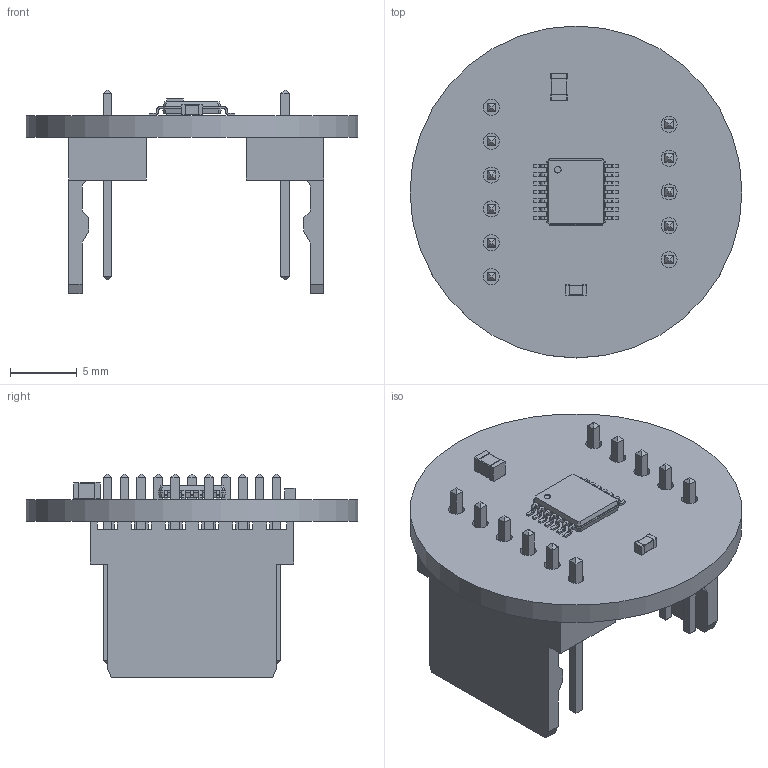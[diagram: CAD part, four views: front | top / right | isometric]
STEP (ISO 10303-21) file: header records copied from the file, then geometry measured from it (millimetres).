
FILE_DESCRIPTION(('KiCad electronic assembly'),'2;1');
FILE_NAME('CODER-AS5047P.step','2020-03-30T14:08:35',('An Author'),( 'A Company'),'Open CASCADE STEP processor 6.9', 'KiCad to STEP converter','Unknown');
FILE_SCHEMA(('AUTOMOTIVE_DESIGN { 1 0 10303 214 1 1 1 1 }'));
Length unit declared in the file: millimetre
Products named in the file (12): Open CASCADE STEP translator 6.9 1; C_0805_2012Metric; SOLID; C_0603_1608Metric; Molex_KK-254_AE-6410-05A_1x05_P2.54mm_Vertical; Molex_KK-254_AE-6410-06A_1x06_P2.54mm_Vertical; TSSOP-14_4.4x5mm_P0.65mm; COMPOUND
Assembly tree (11 placements, depth 3):
  Open CASCADE STEP translator 6.9 1
    C_0805_2012Metric
      SOLID
    C_0603_1608Metric
      SOLID
    Molex_KK-254_AE-6410-05A_1x05_P2.54mm_Vertical
      SOLID
    Molex_KK-254_AE-6410-06A_1x06_P2.54mm_Vertical
      SOLID
    TSSOP-14_4.4x5mm_P0.65mm
      SOLID
    COMPOUND
Bounding box: 24.91 x 24.91 x 15.26 mm (x, y, z)
Volume: 1486.1 mm3; surface area: 2700.3 mm2
Topology: 6 solids, 6 shells, 628 faces, 1599 edges, 1010 vertices
Faces by surface type: plane 495, cylinder 95, bspline 38
Full cylindrical faces by diameter (mm): 0.5 x1, 1.2 x11, 24.913 x1
Entity records: 44034 total; most frequent: CARTESIAN_POINT 7167, DIRECTION 5995, LINE 4303, VECTOR 4303, ORIENTED_EDGE 3198, PCURVE 3198, DEFINITIONAL_REPRESENTATION 3198, EDGE_CURVE 1599
